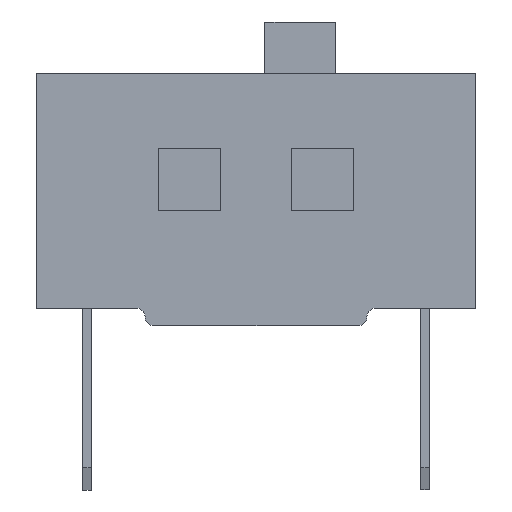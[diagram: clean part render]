
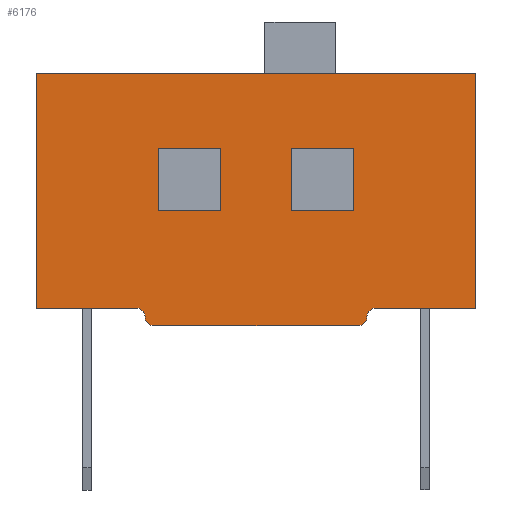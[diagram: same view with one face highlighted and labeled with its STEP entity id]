
A CAD part, left-side view. The second image highlights one B-rep face of the part: STEP entity #6176.
In plain terms, the highlighted planar face has unit normal (-1, 0, 0).
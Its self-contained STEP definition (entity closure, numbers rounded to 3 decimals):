
#193=CIRCLE('',#6445,0.2);
#194=CIRCLE('',#6446,0.2);
#195=CIRCLE('',#6447,0.2);
#196=CIRCLE('',#6448,0.2);
#211=ORIENTED_EDGE('',*,*,#1539,.T.);
#212=ORIENTED_EDGE('',*,*,#1540,.T.);
#213=ORIENTED_EDGE('',*,*,#1541,.T.);
#214=ORIENTED_EDGE('',*,*,#1542,.T.);
#215=ORIENTED_EDGE('',*,*,#1543,.T.);
#216=ORIENTED_EDGE('',*,*,#1544,.T.);
#217=ORIENTED_EDGE('',*,*,#1545,.T.);
#218=ORIENTED_EDGE('',*,*,#1546,.T.);
#219=ORIENTED_EDGE('',*,*,#1547,.F.);
#220=ORIENTED_EDGE('',*,*,#1548,.F.);
#221=ORIENTED_EDGE('',*,*,#1549,.T.);
#222=ORIENTED_EDGE('',*,*,#1550,.T.);
#223=ORIENTED_EDGE('',*,*,#1551,.T.);
#224=ORIENTED_EDGE('',*,*,#1552,.T.);
#225=ORIENTED_EDGE('',*,*,#1553,.T.);
#226=ORIENTED_EDGE('',*,*,#1554,.T.);
#227=ORIENTED_EDGE('',*,*,#1555,.T.);
#228=ORIENTED_EDGE('',*,*,#1556,.T.);
#1539=EDGE_CURVE('',#2203,#2204,#2647,.T.);
#1540=EDGE_CURVE('',#2204,#2205,#2648,.T.);
#1541=EDGE_CURVE('',#2205,#2206,#2649,.T.);
#1542=EDGE_CURVE('',#2206,#2203,#2650,.T.);
#1543=EDGE_CURVE('',#2207,#2208,#2651,.T.);
#1544=EDGE_CURVE('',#2208,#2209,#193,.F.);
#1545=EDGE_CURVE('',#2209,#2210,#194,.T.);
#1546=EDGE_CURVE('',#2210,#2211,#2652,.T.);
#1547=EDGE_CURVE('',#2212,#2211,#2653,.T.);
#1548=EDGE_CURVE('',#2213,#2212,#2654,.T.);
#1549=EDGE_CURVE('',#2213,#2214,#2655,.T.);
#1550=EDGE_CURVE('',#2214,#2215,#2656,.T.);
#1551=EDGE_CURVE('',#2215,#2216,#195,.T.);
#1552=EDGE_CURVE('',#2216,#2207,#196,.F.);
#1553=EDGE_CURVE('',#2217,#2218,#2657,.T.);
#1554=EDGE_CURVE('',#2218,#2219,#2658,.T.);
#1555=EDGE_CURVE('',#2219,#2220,#2659,.T.);
#1556=EDGE_CURVE('',#2220,#2217,#2660,.T.);
#2203=VERTEX_POINT('',#7772);
#2204=VERTEX_POINT('',#7773);
#2205=VERTEX_POINT('',#7775);
#2206=VERTEX_POINT('',#7777);
#2207=VERTEX_POINT('',#7780);
#2208=VERTEX_POINT('',#7781);
#2209=VERTEX_POINT('',#7783);
#2210=VERTEX_POINT('',#7785);
#2211=VERTEX_POINT('',#7787);
#2212=VERTEX_POINT('',#7789);
#2213=VERTEX_POINT('',#7791);
#2214=VERTEX_POINT('',#7793);
#2215=VERTEX_POINT('',#7795);
#2216=VERTEX_POINT('',#7797);
#2217=VERTEX_POINT('',#7800);
#2218=VERTEX_POINT('',#7801);
#2219=VERTEX_POINT('',#7803);
#2220=VERTEX_POINT('',#7805);
#2647=LINE('',#7771,#3175);
#2648=LINE('',#7774,#3176);
#2649=LINE('',#7776,#3177);
#2650=LINE('',#7778,#3178);
#2651=LINE('',#7779,#3179);
#2652=LINE('',#7786,#3180);
#2653=LINE('',#7788,#3181);
#2654=LINE('',#7790,#3182);
#2655=LINE('',#7792,#3183);
#2656=LINE('',#7794,#3184);
#2657=LINE('',#7799,#3185);
#2658=LINE('',#7802,#3186);
#2659=LINE('',#7804,#3187);
#2660=LINE('',#7806,#3188);
#3175=VECTOR('',#6713,1000.);
#3176=VECTOR('',#6714,1000.);
#3177=VECTOR('',#6715,1000.);
#3178=VECTOR('',#6716,1000.);
#3179=VECTOR('',#6717,1000.);
#3180=VECTOR('',#6722,1000.);
#3181=VECTOR('',#6723,1000.);
#3182=VECTOR('',#6724,1000.);
#3183=VECTOR('',#6725,1000.);
#3184=VECTOR('',#6726,1000.);
#3185=VECTOR('',#6731,1000.);
#3186=VECTOR('',#6732,1000.);
#3187=VECTOR('',#6733,1000.);
#3188=VECTOR('',#6734,1000.);
#3703=EDGE_LOOP('',(#211,#212,#213,#214));
#3704=EDGE_LOOP('',(#215,#216,#217,#218,#219,#220,#221,#222,#223,#224));
#3705=EDGE_LOOP('',(#225,#226,#227,#228));
#3993=FACE_BOUND('',#3703,.T.);
#3994=FACE_BOUND('',#3704,.T.);
#3995=FACE_BOUND('',#3705,.T.);
#4283=PLANE('',#6444);
#6176=ADVANCED_FACE('',(#3993,#3994,#3995),#4283,.F.);
#6444=AXIS2_PLACEMENT_3D('',#7770,#6711,#6712);
#6445=AXIS2_PLACEMENT_3D('',#7782,#6718,#6719);
#6446=AXIS2_PLACEMENT_3D('',#7784,#6720,#6721);
#6447=AXIS2_PLACEMENT_3D('',#7796,#6727,#6728);
#6448=AXIS2_PLACEMENT_3D('',#7798,#6729,#6730);
#6711=DIRECTION('',(1.,0.,0.));
#6712=DIRECTION('',(0.,0.,-1.));
#6713=DIRECTION('',(0.,1.,0.));
#6714=DIRECTION('',(0.,0.,1.));
#6715=DIRECTION('',(0.,-1.,0.));
#6716=DIRECTION('',(0.,0.,-1.));
#6717=DIRECTION('',(0.,-1.,0.));
#6718=DIRECTION('',(1.,0.,0.));
#6719=DIRECTION('',(0.,0.,-1.));
#6720=DIRECTION('',(1.,0.,0.));
#6721=DIRECTION('',(0.,0.,-1.));
#6722=DIRECTION('',(0.,-1.,0.));
#6723=DIRECTION('',(0.,0.,-1.));
#6724=DIRECTION('',(0.,-1.,0.));
#6725=DIRECTION('',(0.,0.,-1.));
#6726=DIRECTION('',(0.,-1.,0.));
#6727=DIRECTION('',(1.,0.,0.));
#6728=DIRECTION('',(0.,0.,-1.));
#6729=DIRECTION('',(1.,0.,0.));
#6730=DIRECTION('',(0.,0.,-1.));
#6731=DIRECTION('',(0.,1.,0.));
#6732=DIRECTION('',(0.,0.,1.));
#6733=DIRECTION('',(0.,-1.,0.));
#6734=DIRECTION('',(0.,0.,-1.));
#7770=CARTESIAN_POINT('',(-6.85,4.95,5.3));
#7771=CARTESIAN_POINT('',(-6.85,0.8,2.2));
#7772=CARTESIAN_POINT('',(-6.85,0.8,2.2));
#7773=CARTESIAN_POINT('',(-6.85,2.2,2.2));
#7774=CARTESIAN_POINT('',(-6.85,2.2,2.2));
#7775=CARTESIAN_POINT('',(-6.85,2.2,3.6));
#7776=CARTESIAN_POINT('',(-6.85,2.2,3.6));
#7777=CARTESIAN_POINT('',(-6.85,0.8,3.6));
#7778=CARTESIAN_POINT('',(-6.85,0.8,3.6));
#7779=CARTESIAN_POINT('',(-6.85,2.5,-0.4));
#7780=CARTESIAN_POINT('',(-6.85,2.3,-0.4));
#7781=CARTESIAN_POINT('',(-6.85,-2.3,-0.4));
#7782=CARTESIAN_POINT('',(-6.85,-2.3,-0.2));
#7783=CARTESIAN_POINT('',(-6.85,-2.5,-0.2));
#7784=CARTESIAN_POINT('',(-6.85,-2.7,-0.2));
#7785=CARTESIAN_POINT('',(-6.85,-2.7,0.));
#7786=CARTESIAN_POINT('',(-6.85,4.95,0.));
#7787=CARTESIAN_POINT('',(-6.85,-4.95,0.));
#7788=CARTESIAN_POINT('',(-6.85,-4.95,5.3));
#7789=CARTESIAN_POINT('',(-6.85,-4.95,5.3));
#7790=CARTESIAN_POINT('',(-6.85,4.95,5.3));
#7791=CARTESIAN_POINT('',(-6.85,4.95,5.3));
#7792=CARTESIAN_POINT('',(-6.85,4.95,5.3));
#7793=CARTESIAN_POINT('',(-6.85,4.95,0.));
#7794=CARTESIAN_POINT('',(-6.85,4.95,0.));
#7795=CARTESIAN_POINT('',(-6.85,2.7,0.));
#7796=CARTESIAN_POINT('',(-6.85,2.7,-0.2));
#7797=CARTESIAN_POINT('',(-6.85,2.5,-0.2));
#7798=CARTESIAN_POINT('',(-6.85,2.3,-0.2));
#7799=CARTESIAN_POINT('',(-6.85,-2.2,2.2));
#7800=CARTESIAN_POINT('',(-6.85,-2.2,2.2));
#7801=CARTESIAN_POINT('',(-6.85,-0.8,2.2));
#7802=CARTESIAN_POINT('',(-6.85,-0.8,2.2));
#7803=CARTESIAN_POINT('',(-6.85,-0.8,3.6));
#7804=CARTESIAN_POINT('',(-6.85,-0.8,3.6));
#7805=CARTESIAN_POINT('',(-6.85,-2.2,3.6));
#7806=CARTESIAN_POINT('',(-6.85,-2.2,3.6));
